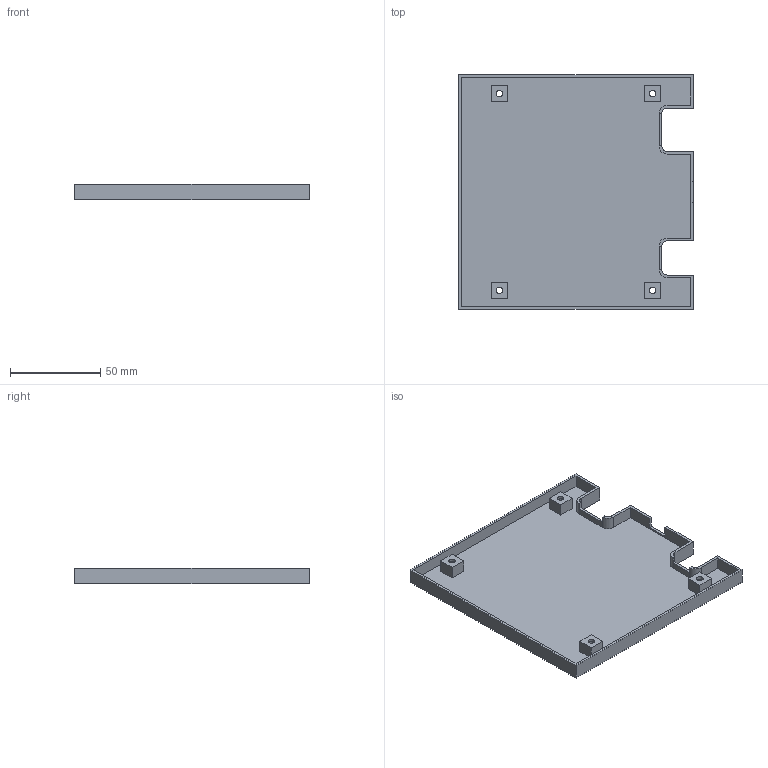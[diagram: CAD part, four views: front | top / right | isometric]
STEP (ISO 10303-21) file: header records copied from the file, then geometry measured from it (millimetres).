
FILE_DESCRIPTION(/* description */ (''),/* implementation_level */ '2;1');
FILE_NAME(/* name */ 'housing-bot-v16.step',/* time_stamp */ '2024-08-08T22:31:09+02:00',/* author */ (''),/* organization */ (''),/* preprocessor_version */ 'ST-DEVELOPER v20',/* originating_system */ 'Autodesk Translation Framework v13.14.0.145',/* authorisation */ '');
FILE_SCHEMA (('AUTOMOTIVE_DESIGN { 1 0 10303 214 3 1 1 }'));
Length unit declared in the file: millimetre
Products named in the file (1): housing
Bounding box: 130 x 130 x 8.5 mm (x, y, z)
Volume: 31331.5 mm3; surface area: 42498 mm2
Topology: 1 solids, 1 shells, 106 faces, 288 edges, 188 vertices
Faces by surface type: plane 90, cylinder 12, cone 4
Full cylindrical faces by diameter (mm): 3.6 x4
Entity records: 3325 total; most frequent: CARTESIAN_POINT 623, ORIENTED_EDGE 576, DIRECTION 522, EDGE_CURVE 288, LINE 228, VECTOR 228, VERTEX_POINT 188, AXIS2_PLACEMENT_3D 147
